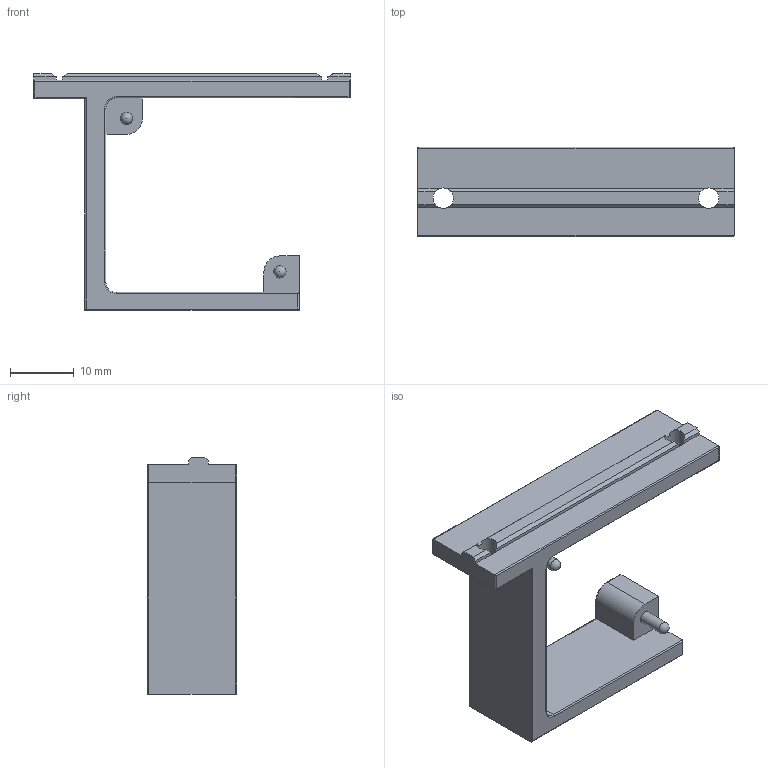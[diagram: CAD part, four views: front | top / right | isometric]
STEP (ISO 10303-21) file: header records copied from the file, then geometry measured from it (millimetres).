
FILE_DESCRIPTION(/* description */ ('STEP AP242','CAx-IF Rec.Pracs.---Representation and Presentation of Product Manufacturing Information (PMI)---4.0---2014-10-13','CAx-IF Rec.Pracs.---3D Tessellated Geometry---0.4---2014-09-14','2;1'),/* implementation_level */ '2;1');
FILE_NAME(/* name */ '663387b608aa2c6a1b01dd69',/* time_stamp */ '2024-05-02T12:31:51Z',/* author */ (''),/* organization */ (''),/* preprocessor_version */ 'ST-DEVELOPER v20',/* originating_system */ ' ',/* authorisation */ ' ');
FILE_SCHEMA (('AP242_MANAGED_MODEL_BASED_3D_ENGINEERING_MIM_LF { 1 0 10303 442 1 1 4 }'));
Length unit declared in the file: metre
Products named in the file (1): body_left
Bounding box: 49.5 x 14 x 37 mm (x, y, z)
Volume: 5300.1 mm3; surface area: 4219.8 mm2
Topology: 1 solids, 1 shells, 73 faces, 188 edges, 115 vertices
Faces by surface type: plane 34, cylinder 32, torus 5, sphere 2
Full cylindrical faces by diameter (mm): 1.9 x2, 3.2 x2
Entity records: 2162 total; most frequent: DIRECTION 390, CARTESIAN_POINT 363, ORIENTED_EDGE 356, EDGE_CURVE 178, AXIS2_PLACEMENT_3D 138, LINE 114, VECTOR 114, VERTEX_POINT 111
